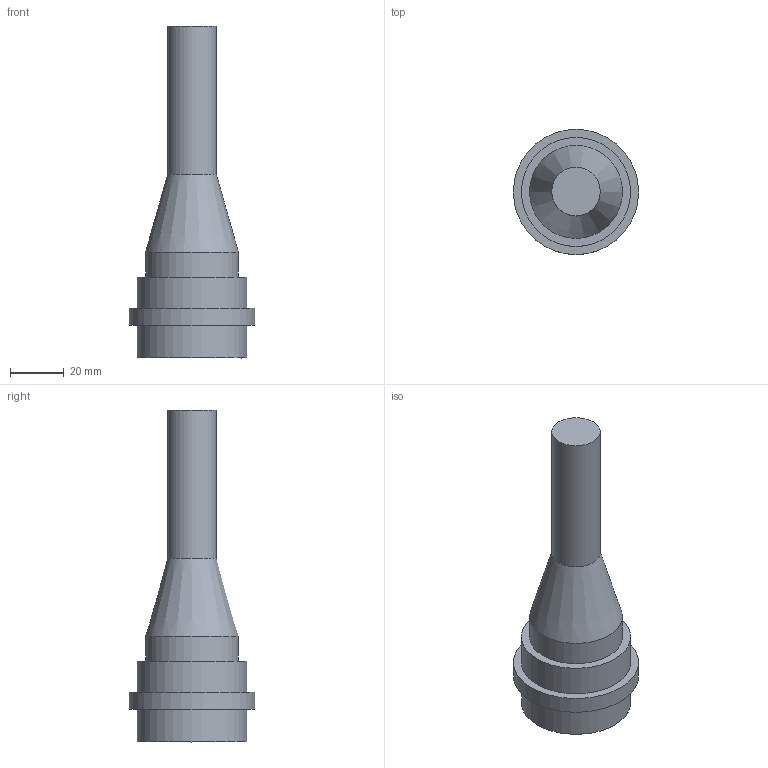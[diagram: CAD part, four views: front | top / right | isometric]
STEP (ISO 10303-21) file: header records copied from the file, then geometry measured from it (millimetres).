
FILE_DESCRIPTION(/* description */ (''),/* implementation_level */ '2;1');
FILE_NAME(/* name */ 'IL16F.stp',/* time_stamp */ '2014-11-14T11:57:02+01:00',/* author */ ('sh'),/* organization */ (''),/* preprocessor_version */ 'ST-DEVELOPER v15.2',/* originating_system */ 'Autodesk Inventor 2014',/* authorisation */ '');
FILE_SCHEMA (('AUTOMOTIVE_DESIGN { 1 0 10303 214 3 1 1 }'));
Length unit declared in the file: millimetre
Products named in the file (1): IL16F
Bounding box: 46.5 x 46.5 x 123.2 mm (x, y, z)
Volume: 74493.5 mm3; surface area: 17846.8 mm2
Topology: 1 solids, 1 shells, 432 faces, 1140 edges, 760 vertices
Faces by surface type: plane 227, bspline 183, cylinder 21, cone 1
Full cylindrical faces by diameter (mm): 4.8 x16, 18 x1, 34.5 x1, 40.5 x2, 46.5 x1
Entity records: 14676 total; most frequent: CARTESIAN_POINT 5235, ORIENTED_EDGE 2232, DIRECTION 1292, EDGE_CURVE 1116, VERTEX_POINT 758, LINE 708, VECTOR 708, EDGE_LOOP 504
